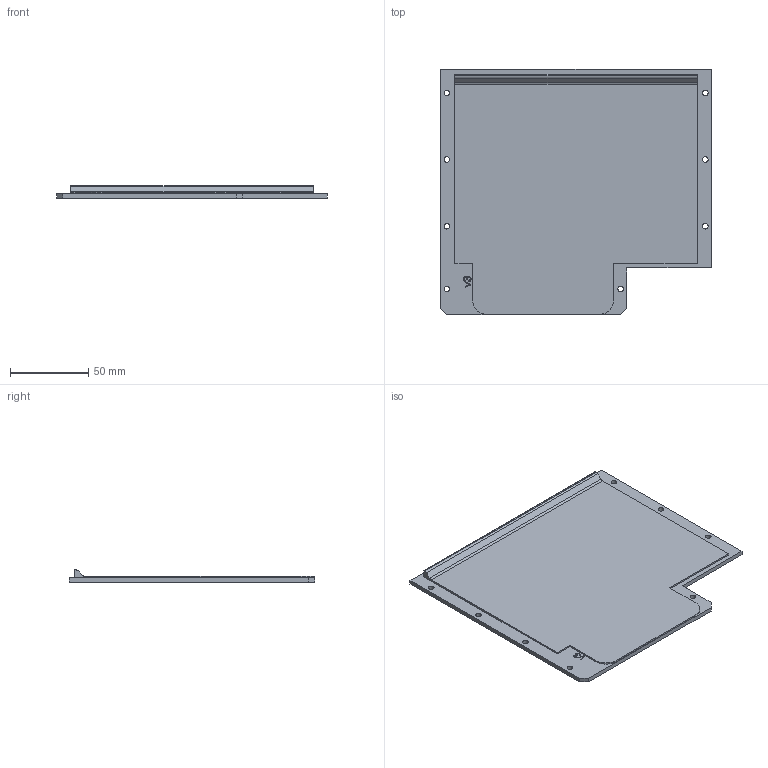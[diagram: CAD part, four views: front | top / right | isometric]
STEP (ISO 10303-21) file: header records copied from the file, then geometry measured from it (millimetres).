
FILE_DESCRIPTION(/* description */ (''),/* implementation_level */ '2;1');
FILE_NAME(/* name */ 'Rear Panel - Template.step',/* time_stamp */ '2023-07-30T15:05:21-05:00',/* author */ (''),/* organization */ (''),/* preprocessor_version */ 'ST-DEVELOPER v20',/* originating_system */ 'Autodesk Translation Framework v12.9.0.99',/* authorisation */ '');
FILE_SCHEMA (('AUTOMOTIVE_DESIGN { 1 0 10303 214 3 1 1 }'));
Length unit declared in the file: millimetre
Products named in the file (1): Blank Template
Bounding box: 172.55 x 156.8 x 7.8 mm (x, y, z)
Volume: 94932.3 mm3; surface area: 54224.6 mm2
Topology: 1 solids, 1 shells, 76 faces, 213 edges, 142 vertices
Faces by surface type: plane 35, bspline 29, cylinder 12
Full cylindrical faces by diameter (mm): 3.6 x8
Entity records: 2776 total; most frequent: CARTESIAN_POINT 925, ORIENTED_EDGE 426, DIRECTION 275, EDGE_CURVE 213, VERTEX_POINT 142, LINE 131, VECTOR 131, EDGE_LOOP 95
